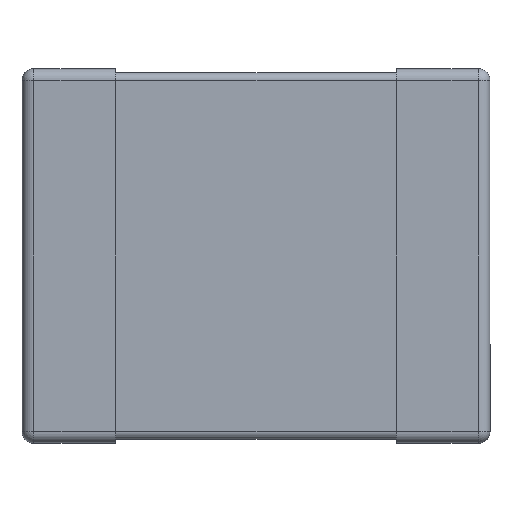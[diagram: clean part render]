
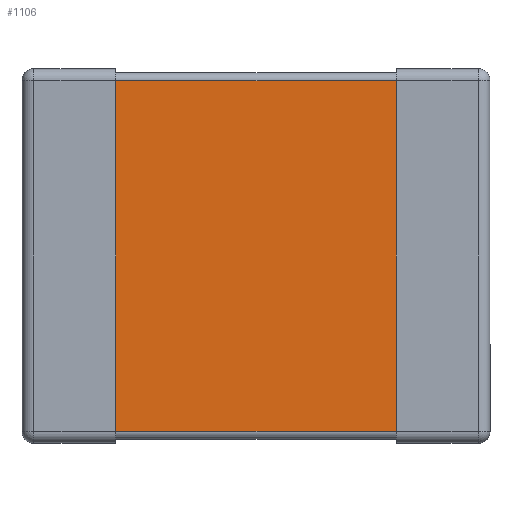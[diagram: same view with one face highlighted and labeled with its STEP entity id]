
A CAD part, front view. The second image highlights one B-rep face of the part: STEP entity #1106.
In plain terms, the highlighted planar face has unit normal (0, -1, 0).
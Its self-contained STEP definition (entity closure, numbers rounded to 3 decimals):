
#2 = EDGE_CURVE ( 'NONE', #497, #234, #58, .T. ) ;
#19 = ORIENTED_EDGE ( 'NONE', *, *, #456, .T. ) ;
#58 = LINE ( 'NONE', #190, #399 ) ;
#73 = VECTOR ( 'NONE', #854, 1000. ) ;
#98 = PLANE ( 'NONE',  #862 ) ;
#138 = CARTESIAN_POINT ( 'NONE',  ( 0.75, 0.021, 0.937 ) ) ;
#183 = LINE ( 'NONE', #289, #903 ) ;
#190 = CARTESIAN_POINT ( 'NONE',  ( 500000., 0.021, -0.938 ) ) ;
#192 = CARTESIAN_POINT ( 'NONE',  ( 500000., 0.021, 0.937 ) ) ;
#203 = DIRECTION ( 'NONE',  ( -1., 0., 0. ) ) ;
#232 = VERTEX_POINT ( 'NONE', #138 ) ;
#234 = VERTEX_POINT ( 'NONE', #1245 ) ;
#280 = LINE ( 'NONE', #1144, #73 ) ;
#289 = CARTESIAN_POINT ( 'NONE',  ( 0.75, 0.021, 0.937 ) ) ;
#313 = CARTESIAN_POINT ( 'NONE',  ( 500000., 0.021, 0.937 ) ) ;
#393 = DIRECTION ( 'NONE',  ( 0., 0., 1. ) ) ;
#399 = VECTOR ( 'NONE', #203, 1000. ) ;
#410 = DIRECTION ( 'NONE',  ( -1., 0., 0. ) ) ;
#456 = EDGE_CURVE ( 'NONE', #1197, #234, #280, .T. ) ;
#468 = EDGE_LOOP ( 'NONE', ( #1022, #825, #19, #551 ) ) ;
#477 = LINE ( 'NONE', #313, #750 ) ;
#496 = DIRECTION ( 'NONE',  ( 0., 1., 0. ) ) ;
#497 = VERTEX_POINT ( 'NONE', #1171 ) ;
#551 = ORIENTED_EDGE ( 'NONE', *, *, #2, .F. ) ;
#685 = EDGE_CURVE ( 'NONE', #232, #497, #183, .T. ) ;
#747 = FACE_OUTER_BOUND ( 'NONE', #468, .T. ) ;
#750 = VECTOR ( 'NONE', #410, 1000. ) ;
#823 = CARTESIAN_POINT ( 'NONE',  ( -0.75, 0.021, 0.938 ) ) ;
#825 = ORIENTED_EDGE ( 'NONE', *, *, #843, .T. ) ;
#843 = EDGE_CURVE ( 'NONE', #232, #1197, #477, .T. ) ;
#854 = DIRECTION ( 'NONE',  ( 0., 0., -1. ) ) ;
#862 = AXIS2_PLACEMENT_3D ( 'NONE', #192, #496, #393 ) ;
#903 = VECTOR ( 'NONE', #1082, 1000. ) ;
#1022 = ORIENTED_EDGE ( 'NONE', *, *, #685, .F. ) ;
#1082 = DIRECTION ( 'NONE',  ( 0., 0., -1. ) ) ;
#1106 = ADVANCED_FACE ( 'NONE', ( #747 ), #98, .F. ) ;
#1144 = CARTESIAN_POINT ( 'NONE',  ( -0.75, 0.021, 0.938 ) ) ;
#1171 = CARTESIAN_POINT ( 'NONE',  ( 0.75, 0.021, -0.938 ) ) ;
#1197 = VERTEX_POINT ( 'NONE', #823 ) ;
#1245 = CARTESIAN_POINT ( 'NONE',  ( -0.75, 0.021, -0.937 ) ) ;
